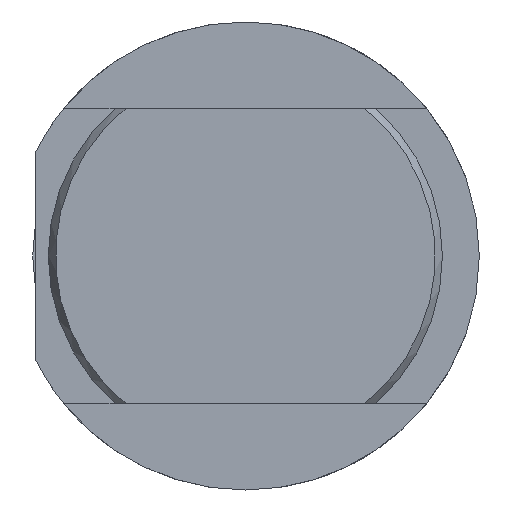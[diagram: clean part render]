
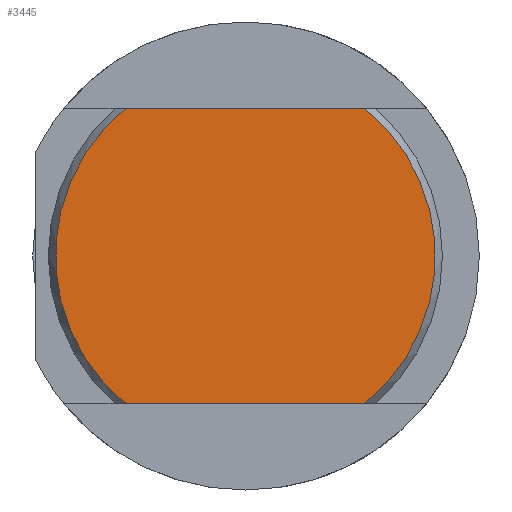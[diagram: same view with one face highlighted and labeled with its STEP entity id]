
A CAD part, left-side view. The second image highlights one B-rep face of the part: STEP entity #3445.
In plain terms, the highlighted planar face has unit normal (-1, 0, 0).
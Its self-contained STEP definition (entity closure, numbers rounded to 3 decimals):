
#31 = ORIENTED_EDGE ( 'NONE', *, *, #1964, .F. ) ;
#32 = ORIENTED_EDGE ( 'NONE', *, *, #1984, .T. ) ;
#34 = ORIENTED_EDGE ( 'NONE', *, *, #2106, .T. ) ;
#35 = ORIENTED_EDGE ( 'NONE', *, *, #2081, .F. ) ;
#291 = VECTOR ( 'NONE', #2513, 1000. ) ;
#297 = LINE ( 'NONE', #2507, #291 ) ;
#327 = CIRCLE ( 'NONE', #1824, 7.711 ) ;
#412 = VECTOR ( 'NONE', #2792, 1000. ) ;
#415 = LINE ( 'NONE', #2791, #412 ) ;
#452 = CIRCLE ( 'NONE', #1894, 7.711 ) ;
#616 = FACE_OUTER_BOUND ( 'NONE', #988, .T. ) ;
#782 = CARTESIAN_POINT ( 'NONE',  ( 0., 4.844, -6. ) ) ;
#790 = CARTESIAN_POINT ( 'NONE',  ( 0., 4.844, 6. ) ) ;
#816 = CARTESIAN_POINT ( 'NONE',  ( 0., -4.844, 6. ) ) ;
#988 = EDGE_LOOP ( 'NONE', ( #34, #35, #32, #31 ) ) ;
#1488 = CARTESIAN_POINT ( 'NONE',  ( 0., -4.844, -6. ) ) ;
#1596 = VERTEX_POINT ( 'NONE', #816 ) ;
#1634 = VERTEX_POINT ( 'NONE', #782 ) ;
#1642 = VERTEX_POINT ( 'NONE', #790 ) ;
#1663 = VERTEX_POINT ( 'NONE', #1488 ) ;
#1824 = AXIS2_PLACEMENT_3D ( 'NONE', #2558, #2559, #2560 ) ;
#1894 = AXIS2_PLACEMENT_3D ( 'NONE', #2845, #2848, #2849 ) ;
#1964 = EDGE_CURVE ( 'NONE', #1663, #1634, #297, .T. ) ;
#1984 = EDGE_CURVE ( 'NONE', #1642, #1634, #327, .T. ) ;
#2081 = EDGE_CURVE ( 'NONE', #1642, #1596, #415, .T. ) ;
#2106 = EDGE_CURVE ( 'NONE', #1663, #1596, #452, .T. ) ;
#2507 = CARTESIAN_POINT ( 'NONE',  ( 0., 7.365, -6. ) ) ;
#2513 = DIRECTION ( 'NONE',  ( 0., 1., 0. ) ) ;
#2558 = CARTESIAN_POINT ( 'NONE',  ( 0., 0., 0. ) ) ;
#2559 = DIRECTION ( 'NONE',  ( -1., 0., 0. ) ) ;
#2560 = DIRECTION ( 'NONE',  ( 0., 0., -1. ) ) ;
#2791 = CARTESIAN_POINT ( 'NONE',  ( 0., 7.365, 6. ) ) ;
#2792 = DIRECTION ( 'NONE',  ( 0., -1., 0. ) ) ;
#2845 = CARTESIAN_POINT ( 'NONE',  ( 0., 0., 0. ) ) ;
#2848 = DIRECTION ( 'NONE',  ( -1., 0., 0. ) ) ;
#2849 = DIRECTION ( 'NONE',  ( 0., 0., -1. ) ) ;
#3191 = CARTESIAN_POINT ( 'NONE',  ( 0., 0., 0. ) ) ;
#3192 = PLANE ( 'NONE',  #3572 ) ;
#3193 = DIRECTION ( 'NONE',  ( 1., 0., 0. ) ) ;
#3194 = DIRECTION ( 'NONE',  ( 0., 0., -1. ) ) ;
#3445 = ADVANCED_FACE ( 'NONE', ( #616 ), #3192, .F. ) ;
#3572 = AXIS2_PLACEMENT_3D ( 'NONE', #3191, #3193, #3194 ) ;
